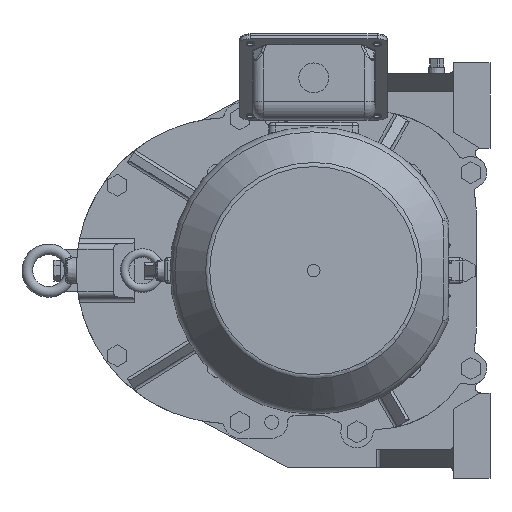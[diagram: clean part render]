
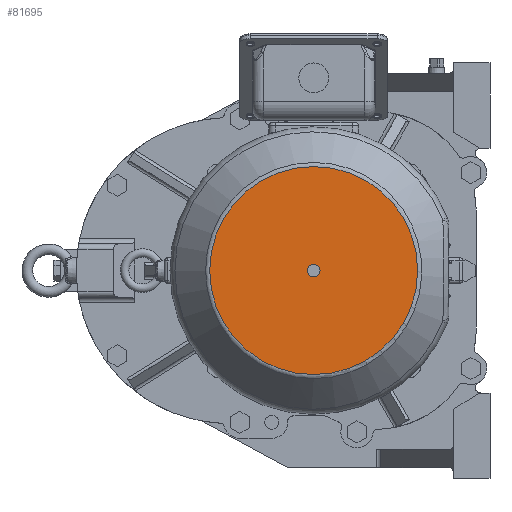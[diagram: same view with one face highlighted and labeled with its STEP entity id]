
A CAD part, left-side view. The second image highlights one B-rep face of the part: STEP entity #81695.
In plain terms, the highlighted planar face has unit normal (-1, 0, 0).
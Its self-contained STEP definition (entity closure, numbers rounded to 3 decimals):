
#3791 = EDGE_CURVE ( 'NONE', #8337, #8337, #99417, .T. ) ;
#7407 = FACE_OUTER_BOUND ( 'NONE', #68539, .T. ) ;
#8337 = VERTEX_POINT ( 'NONE', #40692 ) ;
#11025 = CARTESIAN_POINT ( 'NONE',  ( -386.1, -69.435, -6. ) ) ;
#14034 = EDGE_CURVE ( 'NONE', #105479, #105479, #131564, .T. ) ;
#21543 = AXIS2_PLACEMENT_3D ( 'NONE', #38021, #81459, #29048 ) ;
#29048 = DIRECTION ( 'NONE',  ( 0., 0., -1. ) ) ;
#38021 = CARTESIAN_POINT ( 'NONE',  ( -386.1, -69.435, 0. ) ) ;
#40692 = CARTESIAN_POINT ( 'NONE',  ( -386.1, -69.435, -97.668 ) ) ;
#50083 = DIRECTION ( 'NONE',  ( 0., 0., -1. ) ) ;
#51243 = AXIS2_PLACEMENT_3D ( 'NONE', #90821, #112880, #50083 ) ;
#59965 = CARTESIAN_POINT ( 'NONE',  ( -386.1, -69.435, 0. ) ) ;
#68539 = EDGE_LOOP ( 'NONE', ( #122089 ) ) ;
#81459 = DIRECTION ( 'NONE',  ( 1., 0., 0. ) ) ;
#81695 = ADVANCED_FACE ( 'NONE', ( #114238, #7407 ), #135586, .F. ) ;
#90821 = CARTESIAN_POINT ( 'NONE',  ( -386.1, 30.565, 0. ) ) ;
#91688 = DIRECTION ( 'NONE',  ( -1., 0., 0. ) ) ;
#99417 = CIRCLE ( 'NONE', #112608, 97.668 ) ;
#99685 = ORIENTED_EDGE ( 'NONE', *, *, #14034, .T. ) ;
#105479 = VERTEX_POINT ( 'NONE', #11025 ) ;
#112608 = AXIS2_PLACEMENT_3D ( 'NONE', #59965, #91688, #121363 ) ;
#112880 = DIRECTION ( 'NONE',  ( 1., 0., 0. ) ) ;
#114238 = FACE_BOUND ( 'NONE', #119872, .T. ) ;
#119872 = EDGE_LOOP ( 'NONE', ( #99685 ) ) ;
#121363 = DIRECTION ( 'NONE',  ( 0., 0., -1. ) ) ;
#122089 = ORIENTED_EDGE ( 'NONE', *, *, #3791, .T. ) ;
#131564 = CIRCLE ( 'NONE', #21543, 6. ) ;
#135586 = PLANE ( 'NONE',  #51243 ) ;
